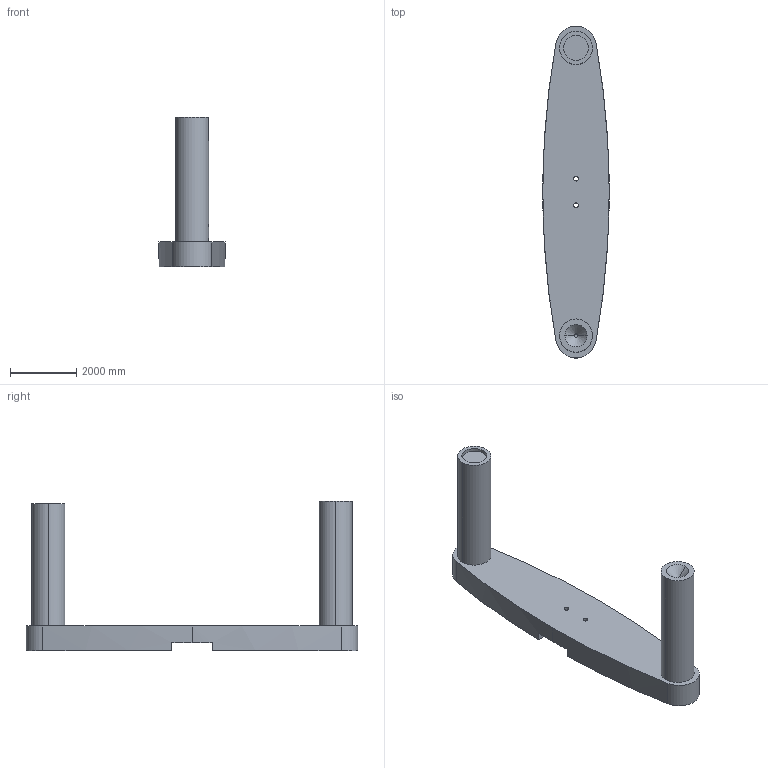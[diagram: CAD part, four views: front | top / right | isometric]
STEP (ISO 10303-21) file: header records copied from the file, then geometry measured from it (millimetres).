
FILE_DESCRIPTION(('produced by SPATIAL CORP'),'2;1');
FILE_NAME( 'support1.step.hh.sat.stp','2002-04-22T10:00:47+00:00',('SPATIAL CORP'),( 'SPATIAL CORP'),'ACIS STEP Husk','http://www.spatial.com', 'SPATIAL CORP');
FILE_SCHEMA(('CONFIG_CONTROL_DESIGN'));
Length unit declared in the file: millimetre
Products named in the file (1): PRODUCT_ID_1
Bounding box: 2000 x 9995.91 x 4510 mm (x, y, z)
Volume: 16831937073.4 mm3; surface area: 78155560.1 mm2
Topology: 1 solids, 1 shells, 56 faces, 138 edges, 90 vertices
Faces by surface type: cylinder 34, plane 20, cone 2
Entity records: 2063 total; most frequent: CARTESIAN_POINT 774, ORIENTED_EDGE 276, DIRECTION 212, EDGE_CURVE 138, VERTEX_POINT 90, AXIS2_PLACEMENT_3D 76, EDGE_LOOP 70, FACE_BOUND 70
